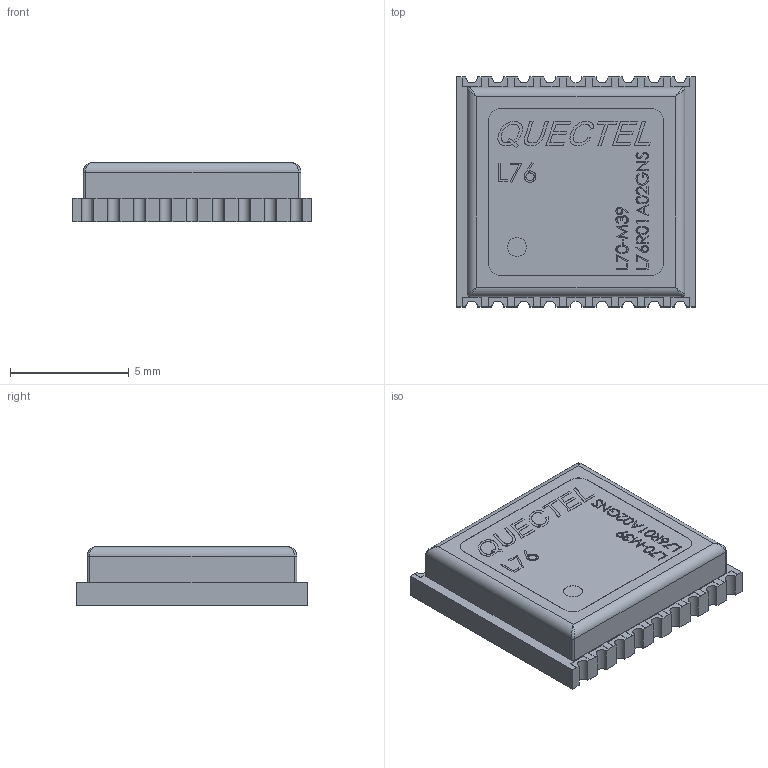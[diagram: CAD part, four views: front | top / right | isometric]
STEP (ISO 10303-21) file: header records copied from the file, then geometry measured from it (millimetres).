
FILE_DESCRIPTION (( 'STEP AP214' ), '1' );
FILE_NAME ('F78D0B8E-FD06-4A50-8F10-4F68C31D231D.STEP', '2023-02-01T16:10:55', ( '' ), ( '' ), 'SwSTEP 2.0', 'SolidWorks 2022', '' );
FILE_SCHEMA (( 'AUTOMOTIVE_DESIGN' ));
Length unit declared in the file: millimetre
Products named in the file (1): F78D0B8E-FD06-4A50-8F10-4F68C31D231D
Bounding box: 10.1 x 9.7 x 2.52 mm (x, y, z)
Volume: 217 mm3; surface area: 286.2 mm2
Topology: 1 solids, 1 shells, 545 faces, 1498 edges, 992 vertices
Faces by surface type: plane 380, bspline 133, cylinder 32
Entity records: 30532 total; most frequent: CARTESIAN_POINT 11805, ORIENTED_EDGE 2988, DIRECTION 2110, EDGE_CURVE 1494, VECTOR 1172, LINE 1172, VERTEX_POINT 992, EDGE_LOOP 586
